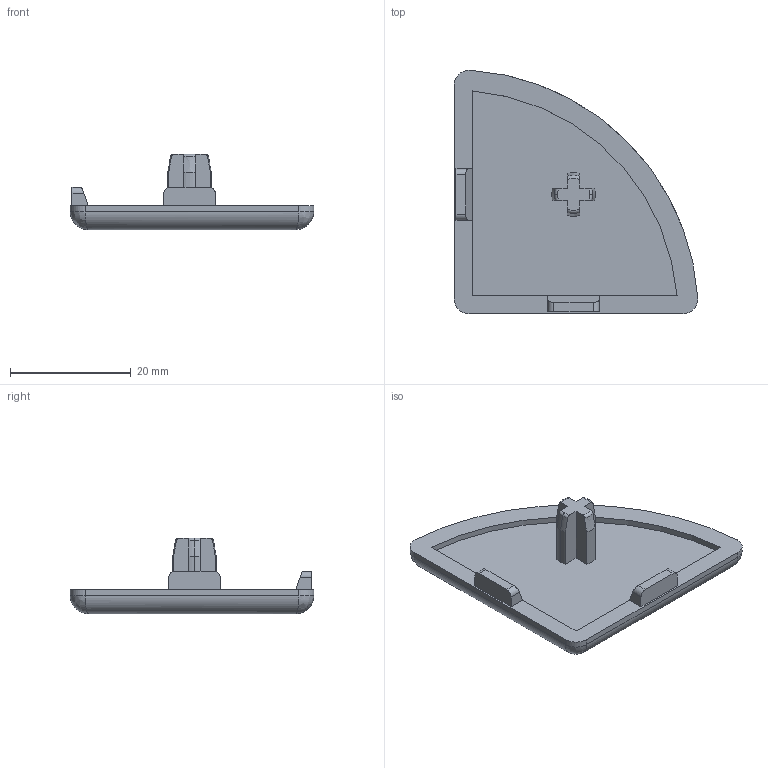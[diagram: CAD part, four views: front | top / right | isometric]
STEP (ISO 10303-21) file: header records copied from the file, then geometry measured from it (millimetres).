
FILE_DESCRIPTION(('STEP AP214'),'1');
FILE_NAME('fath_091045.stp','2017-05-01T06:12:56',('TraceParts'),('TraceParts S.A.'),'Spatial InterOp 3D',' ',' ');
FILE_SCHEMA(('automotive_design'));
Length unit declared in the file: millimetre
Products named in the file (1): fath_091045
Bounding box: 40.32 x 40.31 x 12.5 mm (x, y, z)
Volume: 4317.2 mm3; surface area: 3412.8 mm2
Topology: 1 solids, 1 shells, 60 faces, 154 edges, 95 vertices
Faces by surface type: plane 26, cylinder 18, torus 7, cone 6, bspline 3
Entity records: 2512 total; most frequent: CARTESIAN_POINT 602, ORIENTED_EDGE 302, DIRECTION 284, EDGE_CURVE 151, AXIS2_PLACEMENT_3D 101, VERTEX_POINT 95, LINE 82, VECTOR 82
